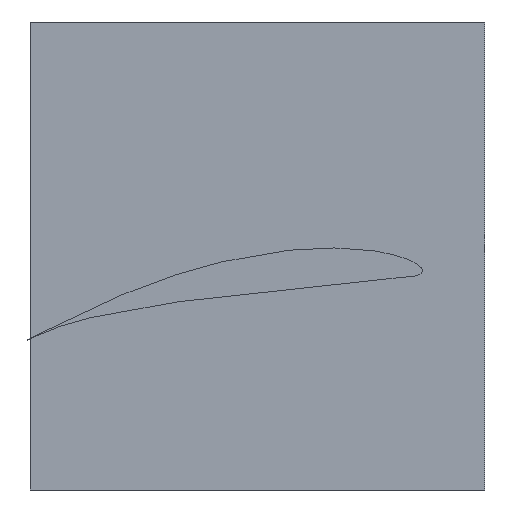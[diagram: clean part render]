
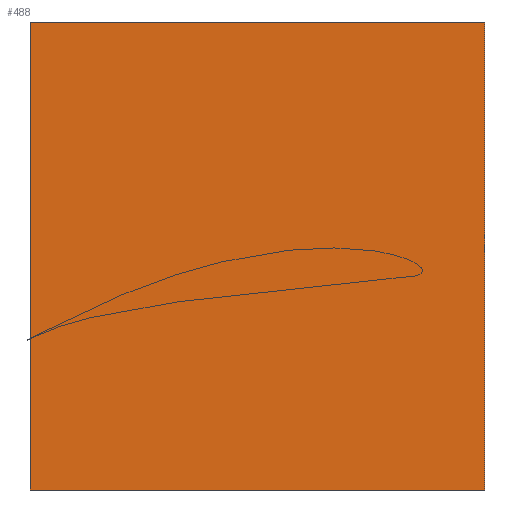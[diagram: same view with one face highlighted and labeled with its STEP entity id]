
A CAD part, left-side view. The second image highlights one B-rep face of the part: STEP entity #488.
In plain terms, the highlighted planar face has unit normal (-1, 0, 0).
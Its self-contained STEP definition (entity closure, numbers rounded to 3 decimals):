
#63=CARTESIAN_POINT('Vertex',(-202.,245.908,175.)) ;
#91=CARTESIAN_POINT('Vertex',(-202.,245.908,-175.)) ;
#94=CARTESIAN_POINT('Line Origine',(-202.,245.908,0.)) ;
#119=CARTESIAN_POINT('Vertex',(-202.,-94.092,175.)) ;
#127=CARTESIAN_POINT('Line Origine',(-202.,75.908,175.)) ;
#457=CARTESIAN_POINT('Vertex',(-202.,-94.092,-175.)) ;
#460=CARTESIAN_POINT('Line Origine',(-202.,75.908,-175.)) ;
#472=CARTESIAN_POINT('Axis2P3D Location',(-202.,0.,0.)) ;
#477=CARTESIAN_POINT('Line Origine',(-202.,-94.092,0.)) ;
#95=DIRECTION('Vector Direction',(0.,0.,-1.)) ;
#128=DIRECTION('Vector Direction',(0.,-1.,0.)) ;
#461=DIRECTION('Vector Direction',(0.,1.,0.)) ;
#473=DIRECTION('Axis2P3D Direction',(-1.,0.,0.)) ;
#474=DIRECTION('Axis2P3D XDirection',(0.,-1.,0.)) ;
#478=DIRECTION('Vector Direction',(0.,0.,1.)) ;
#475=AXIS2_PLACEMENT_3D('Plane Axis2P3D',#472,#473,#474) ;
#483=ORIENTED_EDGE('',*,*,#98,.T.) ;
#484=ORIENTED_EDGE('',*,*,#464,.T.) ;
#485=ORIENTED_EDGE('',*,*,#481,.T.) ;
#486=ORIENTED_EDGE('',*,*,#131,.T.) ;
#96=VECTOR('Line Direction',#95,1.) ;
#129=VECTOR('Line Direction',#128,1.) ;
#462=VECTOR('Line Direction',#461,1.) ;
#479=VECTOR('Line Direction',#478,1.) ;
#488=ADVANCED_FACE('',(#487),#476,.T.) ;
#98=EDGE_CURVE('',#64,#92,#97,.T.) ;
#131=EDGE_CURVE('',#120,#64,#130,.F.) ;
#464=EDGE_CURVE('',#92,#458,#463,.F.) ;
#481=EDGE_CURVE('',#458,#120,#480,.T.) ;
#482=EDGE_LOOP('',(#483,#484,#485,#486)) ;
#487=FACE_OUTER_BOUND('',#482,.T.) ;
#97=LINE('Line',#94,#96) ;
#130=LINE('Line',#127,#129) ;
#463=LINE('Line',#460,#462) ;
#480=LINE('Line',#477,#479) ;
#476=PLANE('Plane',#475) ;
#64=VERTEX_POINT('',#63) ;
#92=VERTEX_POINT('',#91) ;
#120=VERTEX_POINT('',#119) ;
#458=VERTEX_POINT('',#457) ;
